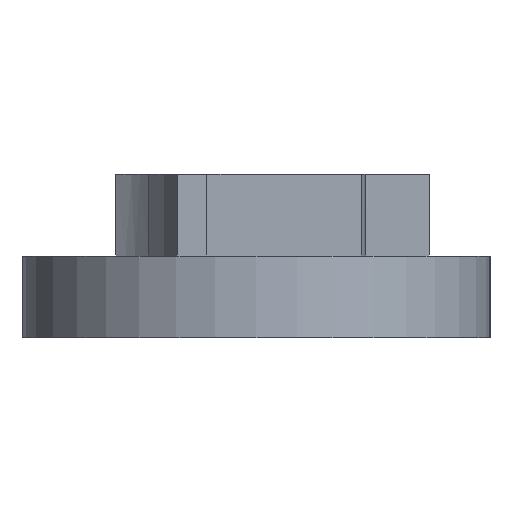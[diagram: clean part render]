
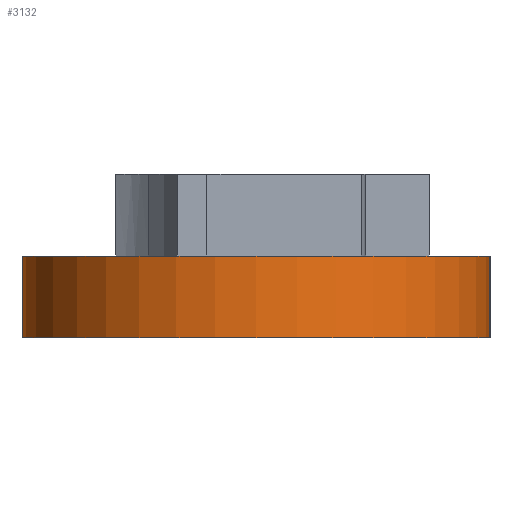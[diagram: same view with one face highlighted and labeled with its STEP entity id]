
A CAD part, left-side view. The second image highlights one B-rep face of the part: STEP entity #3132.
In plain terms, the highlighted cylindrical face has radius 2.867 mm (diameter 5.733 mm), a partial arc.
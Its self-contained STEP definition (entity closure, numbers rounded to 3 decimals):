
#121=CYLINDRICAL_SURFACE('',#3331,2.867);
#347=CIRCLE('',#3329,2.867);
#348=CIRCLE('',#3332,2.867);
#370=FACE_OUTER_BOUND('',#551,.T.);
#551=EDGE_LOOP('',(#2177,#2178,#2179,#2180));
#760=LINE('',#4181,#1029);
#761=LINE('',#4185,#1030);
#1029=VECTOR('',#3452,10.);
#1030=VECTOR('',#3457,10.);
#1273=VERTEX_POINT('',#3845);
#1274=VERTEX_POINT('',#3847);
#1343=VERTEX_POINT('',#4179);
#1344=VERTEX_POINT('',#4183);
#1603=EDGE_CURVE('',#1273,#1274,#347,.T.);
#1674=EDGE_CURVE('',#1273,#1343,#760,.T.);
#1675=EDGE_CURVE('',#1344,#1343,#348,.T.);
#1676=EDGE_CURVE('',#1274,#1344,#761,.T.);
#2177=ORIENTED_EDGE('',*,*,#1603,.F.);
#2178=ORIENTED_EDGE('',*,*,#1674,.T.);
#2179=ORIENTED_EDGE('',*,*,#1675,.F.);
#2180=ORIENTED_EDGE('',*,*,#1676,.F.);
#3132=ADVANCED_FACE('',(#370),#121,.T.);
#3329=AXIS2_PLACEMENT_3D('',#3848,#3426,#3427);
#3331=AXIS2_PLACEMENT_3D('',#4182,#3453,#3454);
#3332=AXIS2_PLACEMENT_3D('',#4184,#3455,#3456);
#3426=DIRECTION('center_axis',(0.,0.,1.));
#3427=DIRECTION('ref_axis',(1.,0.,0.));
#3452=DIRECTION('',(0.,0.,-1.));
#3453=DIRECTION('center_axis',(0.,0.,-1.));
#3454=DIRECTION('ref_axis',(-1.,0.,0.));
#3455=DIRECTION('center_axis',(0.,0.,-1.));
#3456=DIRECTION('ref_axis',(1.,0.,0.));
#3457=DIRECTION('',(0.,0.,-1.));
#3845=CARTESIAN_POINT('',(-21.708,4.158,0.));
#3847=CARTESIAN_POINT('',(-21.708,-1.575,0.));
#3848=CARTESIAN_POINT('Origin',(-21.708,1.292,0.));
#4179=CARTESIAN_POINT('',(-21.708,4.158,-1.));
#4181=CARTESIAN_POINT('',(-21.708,4.158,0.));
#4182=CARTESIAN_POINT('Origin',(-21.708,1.292,0.));
#4183=CARTESIAN_POINT('',(-21.708,-1.575,-1.));
#4184=CARTESIAN_POINT('Origin',(-21.708,1.292,-1.));
#4185=CARTESIAN_POINT('',(-21.708,-1.575,0.));
